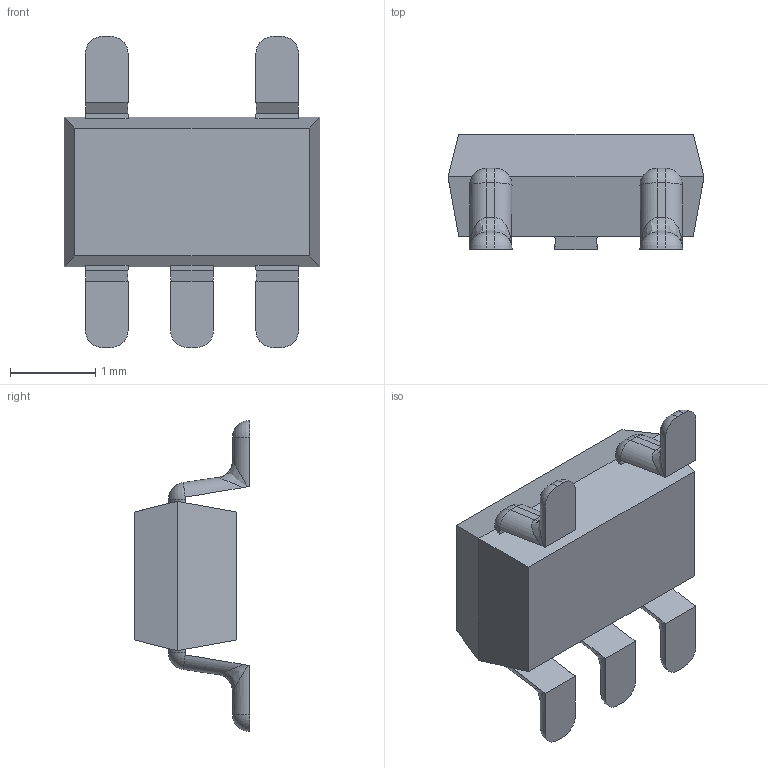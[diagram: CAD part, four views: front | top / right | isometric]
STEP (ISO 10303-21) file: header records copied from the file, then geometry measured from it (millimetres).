
FILE_DESCRIPTION(/* description */ (''),/* implementation_level */ '2;1');
FILE_NAME(/* name */ 'S2NH chip_ipt_33fcc773.STEP',/* time_stamp */ '2024-05-28T15:41:04+01:00',/* author */ ('rlndo'),/* organization */ (''),/* preprocessor_version */ 'ST-DEVELOPER v16.13',/* originating_system */ 'Autodesk Inventor 2018',/* authorisation */ '');
FILE_SCHEMA (('AUTOMOTIVE_DESIGN { 1 0 10303 214 3 1 1 }'));
Length unit declared in the file: millimetre
Products named in the file (1): S2NH chip
Bounding box: 3 x 1.35 x 3.65 mm (x, y, z)
Volume: 6.2 mm3; surface area: 28.2 mm2
Topology: 1 solids, 1 shells, 115 faces, 295 edges, 162 vertices
Faces by surface type: cylinder 45, plane 40, sphere 20, bspline 10
Entity records: 4129 total; most frequent: CARTESIAN_POINT 1283, DIRECTION 597, ORIENTED_EDGE 550, EDGE_CURVE 275, AXIS2_PLACEMENT_3D 236, VERTEX_POINT 162, LINE 125, VECTOR 125
